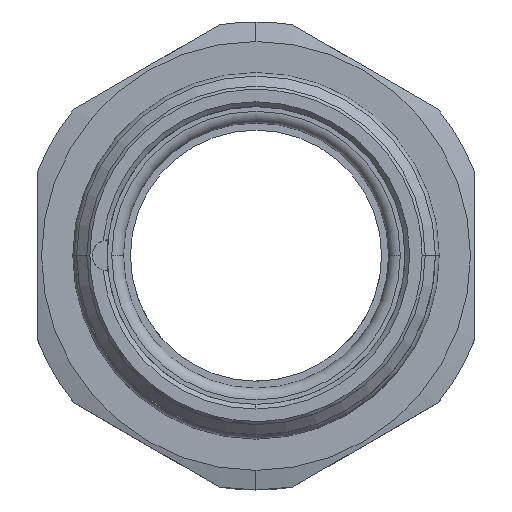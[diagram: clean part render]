
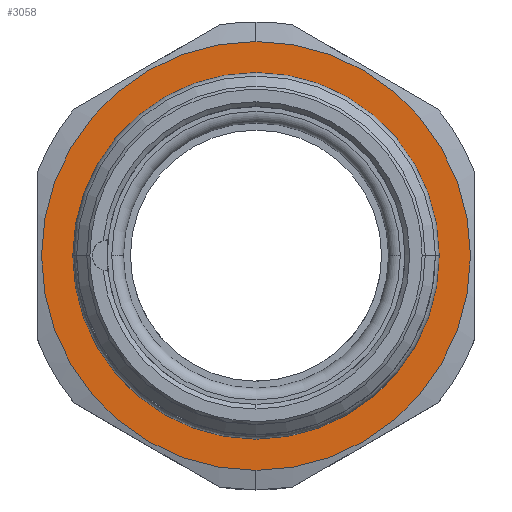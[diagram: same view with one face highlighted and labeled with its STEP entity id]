
A CAD part, top view. The second image highlights one B-rep face of the part: STEP entity #3058.
In plain terms, the highlighted planar face has unit normal (0, 0, 1).
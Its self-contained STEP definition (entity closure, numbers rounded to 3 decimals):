
#2925=AXIS2_PLACEMENT_3D('Circle Axis2P3D',#2923,#2924,$) ;
#2955=AXIS2_PLACEMENT_3D('Circle Axis2P3D',#2953,#2954,$) ;
#3034=AXIS2_PLACEMENT_3D('Plane Axis2P3D',#3031,#3032,#3033) ;
#3042=AXIS2_PLACEMENT_3D('Circle Axis2P3D',#3040,#3041,$) ;
#3051=AXIS2_PLACEMENT_3D('Circle Axis2P3D',#3049,#3050,$) ;
#2920=CARTESIAN_POINT('Vertex',(14.,1.25,10.)) ;
#2923=CARTESIAN_POINT('Axis2P3D Location',(14.,15.,10.)) ;
#2927=CARTESIAN_POINT('Vertex',(14.,28.75,10.)) ;
#2953=CARTESIAN_POINT('Axis2P3D Location',(14.,15.,10.)) ;
#3031=CARTESIAN_POINT('Axis2P3D Location',(27.75,15.,10.)) ;
#3040=CARTESIAN_POINT('Axis2P3D Location',(14.,15.,10.)) ;
#3044=CARTESIAN_POINT('Vertex',(14.,26.75,10.)) ;
#3046=CARTESIAN_POINT('Vertex',(14.,3.25,10.)) ;
#3049=CARTESIAN_POINT('Axis2P3D Location',(14.,15.,10.)) ;
#2924=DIRECTION('Axis2P3D Direction',(0.,0.,-1.)) ;
#2954=DIRECTION('Axis2P3D Direction',(0.,0.,-1.)) ;
#3032=DIRECTION('Axis2P3D Direction',(0.,0.,-1.)) ;
#3033=DIRECTION('Axis2P3D XDirection',(-1.,0.,0.)) ;
#3041=DIRECTION('Axis2P3D Direction',(0.,0.,-1.)) ;
#3050=DIRECTION('Axis2P3D Direction',(0.,0.,-1.)) ;
#3037=ORIENTED_EDGE('',*,*,#2957,.F.) ;
#3038=ORIENTED_EDGE('',*,*,#2929,.F.) ;
#3055=ORIENTED_EDGE('',*,*,#3048,.T.) ;
#3056=ORIENTED_EDGE('',*,*,#3053,.T.) ;
#3057=FACE_BOUND('',#3054,.T.) ;
#3058=ADVANCED_FACE('Hauptkoerper',(#3039,#3057),#3035,.F.) ;
#2926=CIRCLE('generated circle',#2925,13.75) ;
#2956=CIRCLE('generated circle',#2955,13.75) ;
#3043=CIRCLE('generated circle',#3042,11.75) ;
#3052=CIRCLE('generated circle',#3051,11.75) ;
#2929=EDGE_CURVE('',#2921,#2928,#2926,.T.) ;
#2957=EDGE_CURVE('',#2928,#2921,#2956,.T.) ;
#3048=EDGE_CURVE('',#3045,#3047,#3043,.T.) ;
#3053=EDGE_CURVE('',#3047,#3045,#3052,.T.) ;
#3036=EDGE_LOOP('',(#3037,#3038)) ;
#3054=EDGE_LOOP('',(#3055,#3056)) ;
#3039=FACE_OUTER_BOUND('',#3036,.T.) ;
#3035=PLANE('',#3034) ;
#2921=VERTEX_POINT('',#2920) ;
#2928=VERTEX_POINT('',#2927) ;
#3045=VERTEX_POINT('',#3044) ;
#3047=VERTEX_POINT('',#3046) ;
